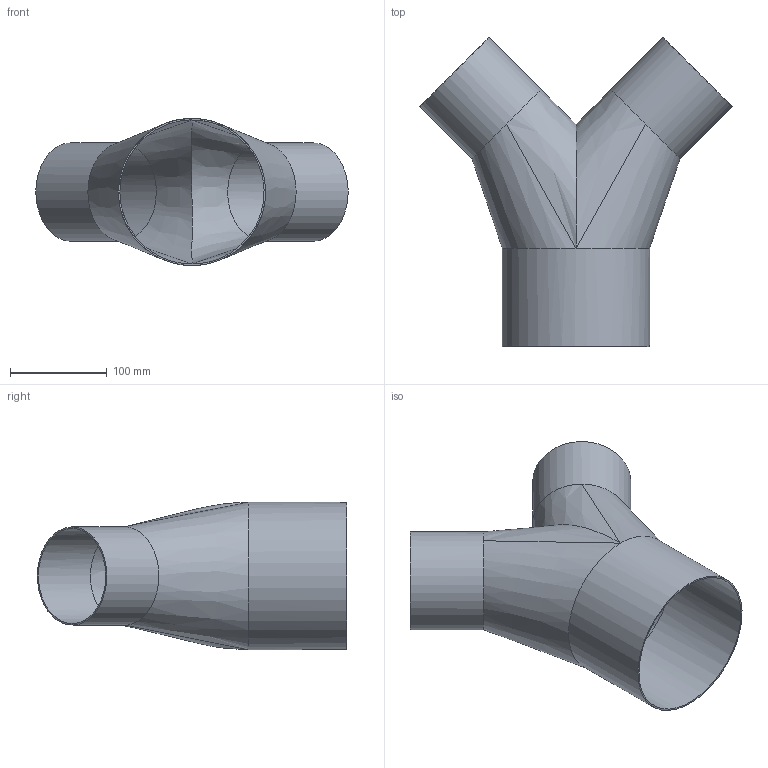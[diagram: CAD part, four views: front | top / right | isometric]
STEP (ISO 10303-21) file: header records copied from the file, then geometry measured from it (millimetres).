
FILE_DESCRIPTION(/* description */ (''),/* implementation_level */ '2;1');
FILE_NAME(/* name */ 'PAY00009_A.stp',/* time_stamp */ '2018-03-22T10:54:18-04:00',/* author */ ('James'),/* organization */ (''),/* preprocessor_version */ 'ST-DEVELOPER v16.5',/* originating_system */ 'Autodesk Inventor 2017',/* authorisation */ '');
FILE_SCHEMA (('AUTOMOTIVE_DESIGN { 1 0 10303 214 3 1 1 }'));
Length unit declared in the file: inch
Products named in the file (1): PAY00009 Y-REDUCER 90 DEGREE 6 IN X 4 IN
Bounding box: 323.27 x 320.03 x 152.4 mm (x, y, z)
Volume: 260882.9 mm3; surface area: 344044.4 mm2
Topology: 1 solids, 1 shells, 17 faces, 66 edges, 50 vertices
Faces by surface type: bspline 8, cylinder 6, plane 3
Full cylindrical faces by diameter (mm): 98.552 x2, 101.6 x2, 149.352 x1, 152.4 x1
Entity records: 1556 total; most frequent: CARTESIAN_POINT 1057, ORIENTED_EDGE 108, DIRECTION 78, EDGE_CURVE 54, VERTEX_POINT 44, AXIS2_PLACEMENT_3D 39, EDGE_LOOP 26, B_SPLINE_CURVE_WITH_KNOTS 25
